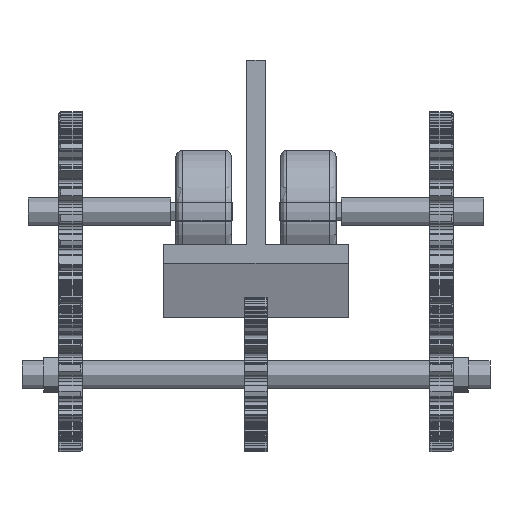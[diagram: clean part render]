
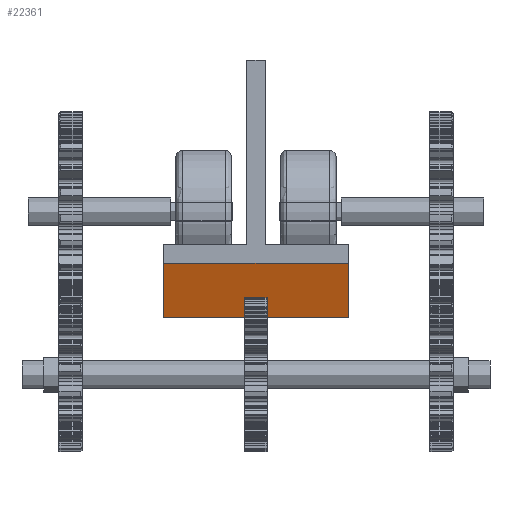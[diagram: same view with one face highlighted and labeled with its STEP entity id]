
A CAD part, top view. The second image highlights one B-rep face of the part: STEP entity #22361.
In plain terms, the highlighted planar face has unit normal (0, -1, 0).
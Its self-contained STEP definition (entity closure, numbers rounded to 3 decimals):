
#443=PLANE('',#24386);
#3194=FACE_OUTER_BOUND('',#4383,.T.);
#4383=EDGE_LOOP('',(#20824,#20825,#20826,#20827));
#5935=LINE('',#49139,#7488);
#5945=LINE('',#49160,#7498);
#5948=LINE('',#49165,#7501);
#5949=LINE('',#49166,#7502);
#7488=VECTOR('',#29798,10.);
#7498=VECTOR('',#29810,10.);
#7501=VECTOR('',#29815,10.);
#7502=VECTOR('',#29816,10.);
#10569=VERTEX_POINT('',#49136);
#10570=VERTEX_POINT('',#49138);
#10579=VERTEX_POINT('',#49157);
#10580=VERTEX_POINT('',#49159);
#13987=EDGE_CURVE('',#10569,#10570,#5935,.T.);
#13997=EDGE_CURVE('',#10579,#10580,#5945,.T.);
#14000=EDGE_CURVE('',#10570,#10579,#5948,.T.);
#14001=EDGE_CURVE('',#10569,#10580,#5949,.T.);
#20824=ORIENTED_EDGE('',*,*,#14000,.F.);
#20825=ORIENTED_EDGE('',*,*,#13987,.F.);
#20826=ORIENTED_EDGE('',*,*,#14001,.T.);
#20827=ORIENTED_EDGE('',*,*,#13997,.F.);
#22361=ADVANCED_FACE('',(#3194),#443,.T.);
#24386=AXIS2_PLACEMENT_3D('',#49164,#29813,#29814);
#29798=DIRECTION('',(-1.,0.,0.));
#29810=DIRECTION('',(1.,0.,0.));
#29813=DIRECTION('center_axis',(0.,-1.,0.));
#29814=DIRECTION('ref_axis',(1.,0.,0.));
#29815=DIRECTION('',(0.,0.,1.));
#29816=DIRECTION('',(0.,0.,1.));
#49136=CARTESIAN_POINT('',(69.85,42.481,-2831.));
#49138=CARTESIAN_POINT('',(31.75,42.481,-2831.));
#49139=CARTESIAN_POINT('',(41.275,42.481,-2831.));
#49157=CARTESIAN_POINT('',(31.75,42.481,3529.));
#49159=CARTESIAN_POINT('',(69.85,42.481,3529.));
#49160=CARTESIAN_POINT('',(41.275,42.481,3529.));
#49164=CARTESIAN_POINT('Origin',(31.75,42.481,0.));
#49165=CARTESIAN_POINT('',(31.75,42.481,889.));
#49166=CARTESIAN_POINT('',(69.85,42.481,0.));
